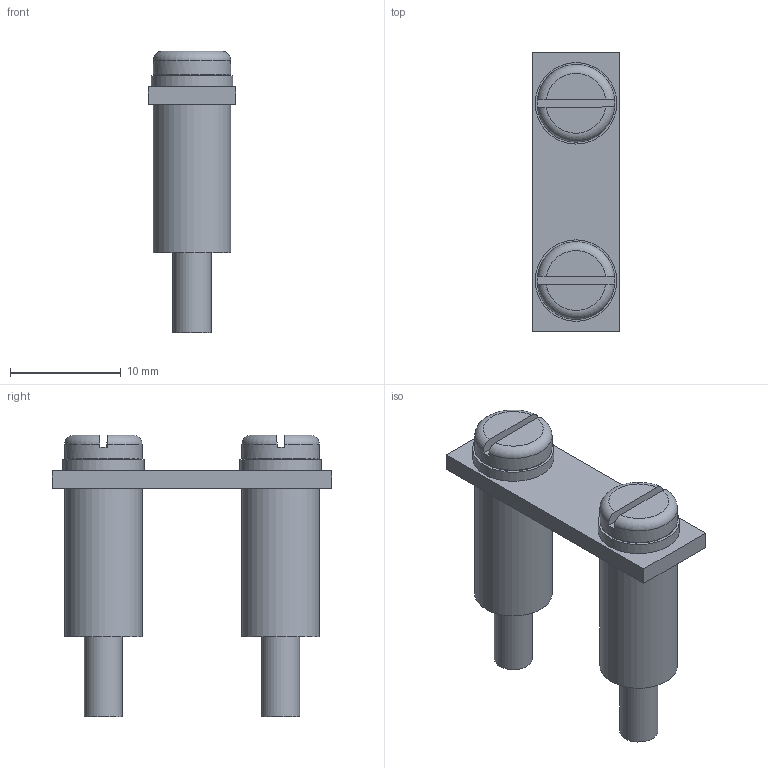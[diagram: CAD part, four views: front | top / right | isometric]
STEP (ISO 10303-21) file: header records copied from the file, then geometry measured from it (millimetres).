
FILE_DESCRIPTION (( 'STEP AP214' ), '1' );
FILE_NAME ('YCT10-00-K03-035-A-2P Ïåðåìû÷êà â ñáîðå äëÿ CTS 35ìì2 2PIN.STEP', '2023-10-16T10:39:11', ( '' ), ( '' ), 'SwSTEP 2.0', 'SolidWorks 2022', '' );
FILE_SCHEMA (( 'AUTOMOTIVE_DESIGN' ));
Length unit declared in the file: millimetre
Products named in the file (1): YCT10-00-K03-035-A-2P Перемычка в сборе для CTS 35мм2 2PIN
Bounding box: 7.9 x 25.2 x 25.4 mm (x, y, z)
Volume: 1643.2 mm3; surface area: 2452.4 mm2
Topology: 7 solids, 7 shells, 52 faces, 102 edges, 66 vertices
Faces by surface type: plane 28, cylinder 14, torus 8, cone 2
Full cylindrical faces by diameter (mm): 3.45 x2, 3.8 x2, 4.2 x2, 4.35 x2, 7 x4, 7.35 x2
Entity records: 1948 total; most frequent: CARTESIAN_POINT 253, DIRECTION 222, ORIENTED_EDGE 160, AXIS2_PLACEMENT_3D 97, EDGE_LOOP 86, EDGE_CURVE 80, FACE_OUTER_BOUND 70, VERTEX_POINT 64
